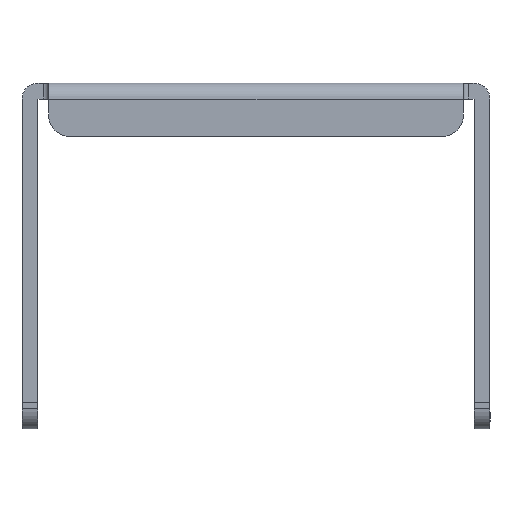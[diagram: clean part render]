
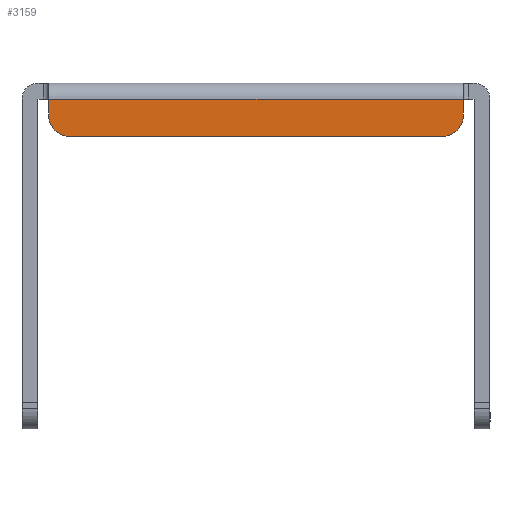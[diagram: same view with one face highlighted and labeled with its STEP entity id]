
A CAD part, front view. The second image highlights one B-rep face of the part: STEP entity #3159.
In plain terms, the highlighted planar face has unit normal (0, -1, 0).
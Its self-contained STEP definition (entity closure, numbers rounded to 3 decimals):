
#132=PLANE('',#3372);
#192=FACE_OUTER_BOUND('',#357,.T.);
#357=EDGE_LOOP('',(#2093,#2094,#2095,#2096,#2097,#2098));
#617=CIRCLE('',#3373,2.);
#618=CIRCLE('',#3374,2.);
#819=LINE('',#4793,#1065);
#820=LINE('',#4797,#1066);
#821=LINE('',#4801,#1067);
#822=LINE('',#4802,#1068);
#1065=VECTOR('',#3813,1.5);
#1066=VECTOR('',#3816,35.);
#1067=VECTOR('',#3819,1.5);
#1068=VECTOR('',#3820,39.);
#1339=VERTEX_POINT('',#4791);
#1340=VERTEX_POINT('',#4792);
#1341=VERTEX_POINT('',#4794);
#1342=VERTEX_POINT('',#4796);
#1343=VERTEX_POINT('',#4798);
#1344=VERTEX_POINT('',#4800);
#1638=EDGE_CURVE('',#1339,#1340,#819,.T.);
#1639=EDGE_CURVE('',#1341,#1339,#617,.T.);
#1640=EDGE_CURVE('',#1342,#1341,#820,.F.);
#1641=EDGE_CURVE('',#1343,#1342,#618,.T.);
#1642=EDGE_CURVE('',#1344,#1343,#821,.F.);
#1643=EDGE_CURVE('',#1340,#1344,#822,.T.);
#2093=ORIENTED_EDGE('',*,*,#1638,.F.);
#2094=ORIENTED_EDGE('',*,*,#1639,.F.);
#2095=ORIENTED_EDGE('',*,*,#1640,.F.);
#2096=ORIENTED_EDGE('',*,*,#1641,.F.);
#2097=ORIENTED_EDGE('',*,*,#1642,.F.);
#2098=ORIENTED_EDGE('',*,*,#1643,.F.);
#3159=ADVANCED_FACE('',(#192),#132,.F.);
#3372=AXIS2_PLACEMENT_3D('',#4790,#3811,#3812);
#3373=AXIS2_PLACEMENT_3D('',#4795,#3814,#3815);
#3374=AXIS2_PLACEMENT_3D('',#4799,#3817,#3818);
#3811=DIRECTION('center_axis',(0.,1.,0.));
#3812=DIRECTION('ref_axis',(-1.,0.,0.));
#3813=DIRECTION('',(0.,0.,1.));
#3814=DIRECTION('center_axis',(0.,1.,0.));
#3815=DIRECTION('ref_axis',(-1.,0.,0.));
#3816=DIRECTION('',(1.,0.,0.));
#3817=DIRECTION('center_axis',(0.,1.,0.));
#3818=DIRECTION('ref_axis',(-1.,0.,0.));
#3819=DIRECTION('',(0.,0.,1.));
#3820=DIRECTION('',(1.,0.,0.));
#4790=CARTESIAN_POINT('Origin',(10.234,-13.,28.5));
#4791=CARTESIAN_POINT('',(-19.5,-13.,27.));
#4792=CARTESIAN_POINT('',(-19.5,-13.,28.5));
#4793=CARTESIAN_POINT('',(-19.5,-13.,27.));
#4794=CARTESIAN_POINT('',(-17.5,-13.,25.));
#4795=CARTESIAN_POINT('Origin',(-17.5,-13.,27.));
#4796=CARTESIAN_POINT('',(17.5,-13.,25.));
#4797=CARTESIAN_POINT('',(-17.5,-13.,25.));
#4798=CARTESIAN_POINT('',(19.5,-13.,27.));
#4799=CARTESIAN_POINT('Origin',(17.5,-13.,27.));
#4800=CARTESIAN_POINT('',(19.5,-13.,28.5));
#4801=CARTESIAN_POINT('',(19.5,-13.,27.));
#4802=CARTESIAN_POINT('',(-19.5,-13.,28.5));
